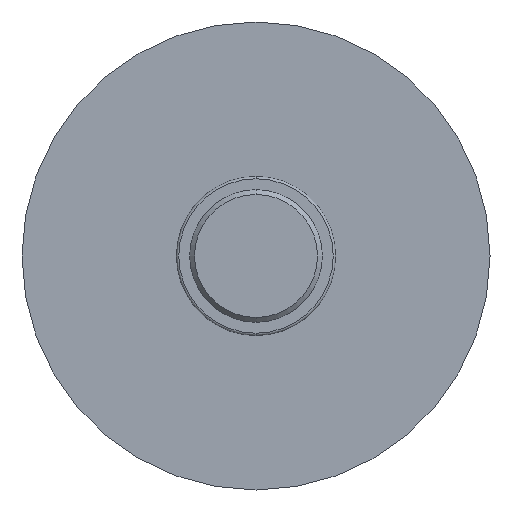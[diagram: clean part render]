
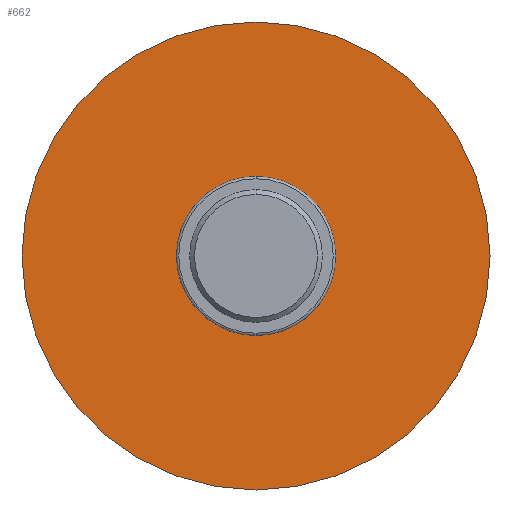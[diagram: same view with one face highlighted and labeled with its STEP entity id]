
A CAD part, front view. The second image highlights one B-rep face of the part: STEP entity #662.
In plain terms, the highlighted planar face has unit normal (0, -1, 0).
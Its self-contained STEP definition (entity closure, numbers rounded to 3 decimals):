
#16 = VERTEX_POINT ( 'NONE', #117 ) ;
#28 = VERTEX_POINT ( 'NONE', #832 ) ;
#56 = AXIS2_PLACEMENT_3D ( 'NONE', #440, #591, #445 ) ;
#78 = DIRECTION ( 'NONE',  ( 0., 0., 1. ) ) ;
#100 = DIRECTION ( 'NONE',  ( 0., 1., 0. ) ) ;
#110 = EDGE_LOOP ( 'NONE', ( #162, #920 ) ) ;
#117 = CARTESIAN_POINT ( 'NONE',  ( 0., 39.267, -33. ) ) ;
#118 = EDGE_LOOP ( 'NONE', ( #266, #517 ) ) ;
#151 = DIRECTION ( 'NONE',  ( 0., 1., 0. ) ) ;
#162 = ORIENTED_EDGE ( 'NONE', *, *, #768, .T. ) ;
#172 = VERTEX_POINT ( 'NONE', #857 ) ;
#191 = PLANE ( 'NONE',  #354 ) ;
#197 = FACE_BOUND ( 'NONE', #110, .T. ) ;
#244 = CARTESIAN_POINT ( 'NONE',  ( 0., 39.267, 0. ) ) ;
#266 = ORIENTED_EDGE ( 'NONE', *, *, #296, .F. ) ;
#268 = DIRECTION ( 'NONE',  ( 0., 1., 0. ) ) ;
#296 = EDGE_CURVE ( 'NONE', #887, #28, #584, .T. ) ;
#326 = DIRECTION ( 'NONE',  ( 0., 0., 1. ) ) ;
#333 = CIRCLE ( 'NONE', #56, 33. ) ;
#354 = AXIS2_PLACEMENT_3D ( 'NONE', #494, #268, #941 ) ;
#378 = CARTESIAN_POINT ( 'NONE',  ( 0., 39.267, 0. ) ) ;
#415 = AXIS2_PLACEMENT_3D ( 'NONE', #378, #520, #78 ) ;
#430 = AXIS2_PLACEMENT_3D ( 'NONE', #244, #100, #326 ) ;
#440 = CARTESIAN_POINT ( 'NONE',  ( 0., 39.267, 0. ) ) ;
#445 = DIRECTION ( 'NONE',  ( 0., 0., 1. ) ) ;
#494 = CARTESIAN_POINT ( 'NONE',  ( 97., 39.267, 0. ) ) ;
#517 = ORIENTED_EDGE ( 'NONE', *, *, #739, .F. ) ;
#520 = DIRECTION ( 'NONE',  ( 0., 1., 0. ) ) ;
#546 = EDGE_CURVE ( 'NONE', #16, #172, #603, .T. ) ;
#584 = CIRCLE ( 'NONE', #415, 97. ) ;
#591 = DIRECTION ( 'NONE',  ( 0., 1., 0. ) ) ;
#603 = CIRCLE ( 'NONE', #430, 33. ) ;
#662 = ADVANCED_FACE ( 'NONE', ( #710, #197 ), #191, .F. ) ;
#706 = CIRCLE ( 'NONE', #789, 97. ) ;
#710 = FACE_OUTER_BOUND ( 'NONE', #118, .T. ) ;
#739 = EDGE_CURVE ( 'NONE', #28, #887, #706, .T. ) ;
#768 = EDGE_CURVE ( 'NONE', #172, #16, #333, .T. ) ;
#789 = AXIS2_PLACEMENT_3D ( 'NONE', #808, #151, #947 ) ;
#808 = CARTESIAN_POINT ( 'NONE',  ( 0., 39.267, 0. ) ) ;
#820 = CARTESIAN_POINT ( 'NONE',  ( 0., 39.267, 97. ) ) ;
#832 = CARTESIAN_POINT ( 'NONE',  ( 0., 39.267, -97. ) ) ;
#857 = CARTESIAN_POINT ( 'NONE',  ( 0., 39.267, 33. ) ) ;
#887 = VERTEX_POINT ( 'NONE', #820 ) ;
#920 = ORIENTED_EDGE ( 'NONE', *, *, #546, .T. ) ;
#941 = DIRECTION ( 'NONE',  ( 0., 0., 1. ) ) ;
#947 = DIRECTION ( 'NONE',  ( 0., 0., 1. ) ) ;
